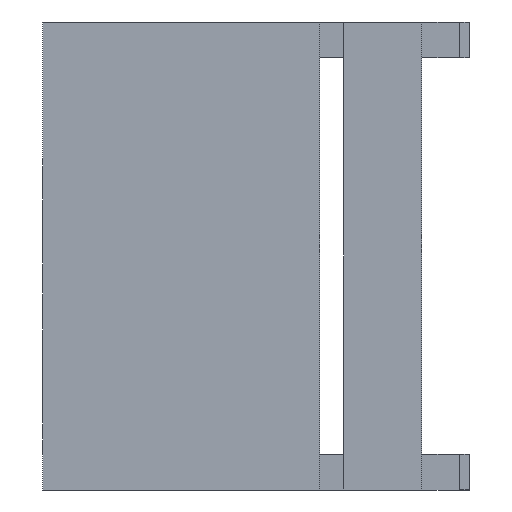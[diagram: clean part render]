
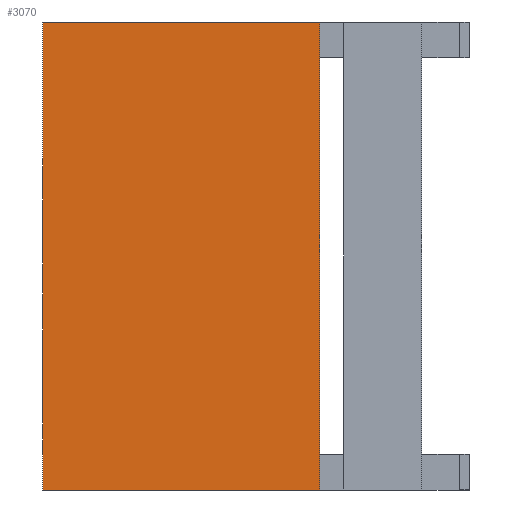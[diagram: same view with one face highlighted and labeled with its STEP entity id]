
A CAD part, left-side view. The second image highlights one B-rep face of the part: STEP entity #3070.
In plain terms, the highlighted planar face has unit normal (-1, 0, 0).
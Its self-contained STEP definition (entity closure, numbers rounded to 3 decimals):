
#141=FACE_OUTER_BOUND('',#326,.T.);
#326=EDGE_LOOP('',(#2366,#2367,#2368,#2369));
#480=LINE('',#4267,#898);
#532=LINE('',#4365,#950);
#549=LINE('',#4398,#967);
#626=LINE('',#4567,#1044);
#898=VECTOR('',#3458,10.);
#950=VECTOR('',#3528,10.);
#967=VECTOR('',#3547,10.);
#1044=VECTOR('',#3724,10.);
#1309=VERTEX_POINT('',#4263);
#1311=VERTEX_POINT('',#4266);
#1348=VERTEX_POINT('',#4363);
#1363=VERTEX_POINT('',#4397);
#1599=EDGE_CURVE('',#1311,#1309,#480,.T.);
#1651=EDGE_CURVE('',#1309,#1348,#532,.T.);
#1668=EDGE_CURVE('',#1311,#1363,#549,.T.);
#1754=EDGE_CURVE('',#1363,#1348,#626,.T.);
#2366=ORIENTED_EDGE('',*,*,#1599,.T.);
#2367=ORIENTED_EDGE('',*,*,#1651,.T.);
#2368=ORIENTED_EDGE('',*,*,#1754,.F.);
#2369=ORIENTED_EDGE('',*,*,#1668,.F.);
#2898=PLANE('',#3282);
#3070=ADVANCED_FACE('',(#141),#2898,.T.);
#3282=AXIS2_PLACEMENT_3D('',#4566,#3722,#3723);
#3458=DIRECTION('',(0.,0.,1.));
#3528=DIRECTION('',(0.,1.,0.));
#3547=DIRECTION('',(0.,1.,0.));
#3722=DIRECTION('center_axis',(-1.,0.,0.));
#3723=DIRECTION('ref_axis',(0.,0.,1.));
#3724=DIRECTION('',(0.,0.,1.));
#4263=CARTESIAN_POINT('',(-18.011,4.3,19.849));
#4266=CARTESIAN_POINT('',(-18.011,4.3,0.099));
#4267=CARTESIAN_POINT('',(-18.011,4.3,0.099));
#4363=CARTESIAN_POINT('',(-18.011,16.,19.849));
#4365=CARTESIAN_POINT('',(-18.011,0.,19.849));
#4397=CARTESIAN_POINT('',(-18.011,16.,0.099));
#4398=CARTESIAN_POINT('',(-18.011,0.,0.099));
#4566=CARTESIAN_POINT('Origin',(-18.011,0.,0.099));
#4567=CARTESIAN_POINT('',(-18.011,16.,19.849));
